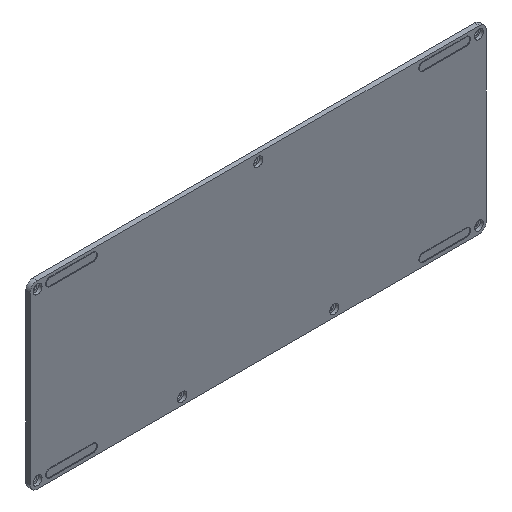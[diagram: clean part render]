
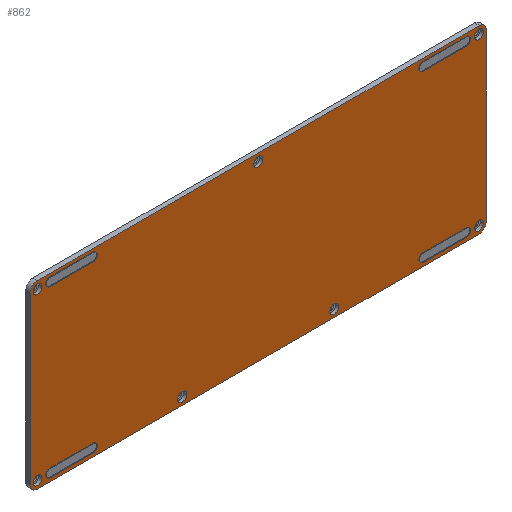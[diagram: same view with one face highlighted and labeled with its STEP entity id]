
A CAD part, isometric view. The second image highlights one B-rep face of the part: STEP entity #862.
In plain terms, the highlighted planar face has unit normal (0, -1, 0).
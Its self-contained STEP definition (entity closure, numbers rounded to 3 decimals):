
#29=FACE_BOUND('',#234,.T.);
#30=FACE_BOUND('',#235,.T.);
#31=FACE_BOUND('',#236,.T.);
#32=FACE_BOUND('',#237,.T.);
#33=FACE_BOUND('',#238,.T.);
#34=FACE_BOUND('',#239,.T.);
#35=FACE_BOUND('',#240,.T.);
#36=FACE_BOUND('',#241,.T.);
#37=FACE_BOUND('',#242,.T.);
#38=FACE_BOUND('',#243,.T.);
#39=FACE_BOUND('',#244,.T.);
#40=CIRCLE('',#879,2.6);
#42=CIRCLE('',#883,2.6);
#44=CIRCLE('',#888,2.6);
#46=CIRCLE('',#892,2.6);
#48=CIRCLE('',#897,2.6);
#50=CIRCLE('',#901,2.6);
#52=CIRCLE('',#906,2.6);
#54=CIRCLE('',#910,2.6);
#58=CIRCLE('',#917,2.95);
#62=CIRCLE('',#924,2.95);
#66=CIRCLE('',#931,2.95);
#70=CIRCLE('',#938,2.95);
#74=CIRCLE('',#945,2.95);
#78=CIRCLE('',#952,2.95);
#82=CIRCLE('',#959,2.95);
#84=CIRCLE('',#964,4.7);
#86=CIRCLE('',#968,4.7);
#88=CIRCLE('',#972,4.7);
#90=CIRCLE('',#976,4.7);
#168=FACE_OUTER_BOUND('',#233,.T.);
#233=EDGE_LOOP('',(#756,#757,#758,#759,#760,#761,#762,#763));
#234=EDGE_LOOP('',(#764,#765,#766,#767));
#235=EDGE_LOOP('',(#768,#769,#770,#771));
#236=EDGE_LOOP('',(#772,#773,#774,#775));
#237=EDGE_LOOP('',(#776,#777,#778,#779));
#238=EDGE_LOOP('',(#780));
#239=EDGE_LOOP('',(#781));
#240=EDGE_LOOP('',(#782));
#241=EDGE_LOOP('',(#783));
#242=EDGE_LOOP('',(#784));
#243=EDGE_LOOP('',(#785));
#244=EDGE_LOOP('',(#786));
#245=LINE('',#1254,#307);
#250=LINE('',#1268,#312);
#253=LINE('',#1279,#315);
#258=LINE('',#1293,#320);
#261=LINE('',#1304,#323);
#266=LINE('',#1318,#328);
#269=LINE('',#1329,#331);
#274=LINE('',#1343,#336);
#291=LINE('',#1445,#353);
#296=LINE('',#1459,#358);
#300=LINE('',#1471,#362);
#304=LINE('',#1483,#366);
#307=VECTOR('',#984,10.);
#312=VECTOR('',#997,10.);
#315=VECTOR('',#1010,10.);
#320=VECTOR('',#1023,10.);
#323=VECTOR('',#1036,10.);
#328=VECTOR('',#1049,10.);
#331=VECTOR('',#1062,10.);
#336=VECTOR('',#1075,10.);
#353=VECTOR('',#1200,10.);
#358=VECTOR('',#1213,10.);
#362=VECTOR('',#1225,10.);
#366=VECTOR('',#1237,10.);
#369=VERTEX_POINT('',#1252);
#370=VERTEX_POINT('',#1253);
#373=VERTEX_POINT('',#1261);
#375=VERTEX_POINT('',#1267);
#377=VERTEX_POINT('',#1277);
#378=VERTEX_POINT('',#1278);
#381=VERTEX_POINT('',#1286);
#383=VERTEX_POINT('',#1292);
#385=VERTEX_POINT('',#1302);
#386=VERTEX_POINT('',#1303);
#389=VERTEX_POINT('',#1311);
#391=VERTEX_POINT('',#1317);
#393=VERTEX_POINT('',#1327);
#394=VERTEX_POINT('',#1328);
#397=VERTEX_POINT('',#1336);
#399=VERTEX_POINT('',#1342);
#403=VERTEX_POINT('',#1357);
#407=VERTEX_POINT('',#1370);
#411=VERTEX_POINT('',#1383);
#415=VERTEX_POINT('',#1396);
#419=VERTEX_POINT('',#1409);
#423=VERTEX_POINT('',#1422);
#427=VERTEX_POINT('',#1435);
#429=VERTEX_POINT('',#1443);
#430=VERTEX_POINT('',#1444);
#433=VERTEX_POINT('',#1452);
#435=VERTEX_POINT('',#1458);
#437=VERTEX_POINT('',#1464);
#439=VERTEX_POINT('',#1470);
#441=VERTEX_POINT('',#1476);
#443=VERTEX_POINT('',#1482);
#445=EDGE_CURVE('',#369,#370,#245,.T.);
#449=EDGE_CURVE('',#373,#369,#40,.T.);
#452=EDGE_CURVE('',#375,#373,#250,.T.);
#455=EDGE_CURVE('',#370,#375,#42,.T.);
#457=EDGE_CURVE('',#377,#378,#253,.T.);
#461=EDGE_CURVE('',#381,#377,#44,.T.);
#464=EDGE_CURVE('',#383,#381,#258,.T.);
#467=EDGE_CURVE('',#378,#383,#46,.T.);
#469=EDGE_CURVE('',#385,#386,#261,.T.);
#473=EDGE_CURVE('',#389,#385,#48,.T.);
#476=EDGE_CURVE('',#391,#389,#266,.T.);
#479=EDGE_CURVE('',#386,#391,#50,.T.);
#481=EDGE_CURVE('',#393,#394,#269,.T.);
#485=EDGE_CURVE('',#397,#393,#52,.T.);
#488=EDGE_CURVE('',#399,#397,#274,.T.);
#491=EDGE_CURVE('',#394,#399,#54,.T.);
#495=EDGE_CURVE('',#403,#403,#58,.T.);
#501=EDGE_CURVE('',#407,#407,#62,.T.);
#507=EDGE_CURVE('',#411,#411,#66,.T.);
#513=EDGE_CURVE('',#415,#415,#70,.T.);
#519=EDGE_CURVE('',#419,#419,#74,.T.);
#525=EDGE_CURVE('',#423,#423,#78,.T.);
#531=EDGE_CURVE('',#427,#427,#82,.T.);
#535=EDGE_CURVE('',#429,#430,#291,.T.);
#539=EDGE_CURVE('',#433,#430,#84,.T.);
#542=EDGE_CURVE('',#433,#435,#296,.T.);
#545=EDGE_CURVE('',#437,#435,#86,.T.);
#548=EDGE_CURVE('',#437,#439,#300,.T.);
#551=EDGE_CURVE('',#441,#439,#88,.T.);
#554=EDGE_CURVE('',#441,#443,#304,.T.);
#557=EDGE_CURVE('',#429,#443,#90,.T.);
#756=ORIENTED_EDGE('',*,*,#557,.F.);
#757=ORIENTED_EDGE('',*,*,#535,.T.);
#758=ORIENTED_EDGE('',*,*,#539,.F.);
#759=ORIENTED_EDGE('',*,*,#542,.T.);
#760=ORIENTED_EDGE('',*,*,#545,.F.);
#761=ORIENTED_EDGE('',*,*,#548,.T.);
#762=ORIENTED_EDGE('',*,*,#551,.F.);
#763=ORIENTED_EDGE('',*,*,#554,.T.);
#764=ORIENTED_EDGE('',*,*,#445,.T.);
#765=ORIENTED_EDGE('',*,*,#455,.T.);
#766=ORIENTED_EDGE('',*,*,#452,.T.);
#767=ORIENTED_EDGE('',*,*,#449,.T.);
#768=ORIENTED_EDGE('',*,*,#457,.T.);
#769=ORIENTED_EDGE('',*,*,#467,.T.);
#770=ORIENTED_EDGE('',*,*,#464,.T.);
#771=ORIENTED_EDGE('',*,*,#461,.T.);
#772=ORIENTED_EDGE('',*,*,#469,.T.);
#773=ORIENTED_EDGE('',*,*,#479,.T.);
#774=ORIENTED_EDGE('',*,*,#476,.T.);
#775=ORIENTED_EDGE('',*,*,#473,.T.);
#776=ORIENTED_EDGE('',*,*,#481,.T.);
#777=ORIENTED_EDGE('',*,*,#491,.T.);
#778=ORIENTED_EDGE('',*,*,#488,.T.);
#779=ORIENTED_EDGE('',*,*,#485,.T.);
#780=ORIENTED_EDGE('',*,*,#495,.T.);
#781=ORIENTED_EDGE('',*,*,#501,.T.);
#782=ORIENTED_EDGE('',*,*,#507,.T.);
#783=ORIENTED_EDGE('',*,*,#513,.T.);
#784=ORIENTED_EDGE('',*,*,#519,.T.);
#785=ORIENTED_EDGE('',*,*,#525,.T.);
#786=ORIENTED_EDGE('',*,*,#531,.T.);
#811=PLANE('',#979);
#862=ADVANCED_FACE('',(#168,#29,#30,#31,#32,#33,#34,#35,#36,#37,#38,#39),
#811,.F.);
#879=AXIS2_PLACEMENT_3D('',#1262,#990,#991);
#883=AXIS2_PLACEMENT_3D('',#1273,#1002,#1003);
#888=AXIS2_PLACEMENT_3D('',#1287,#1016,#1017);
#892=AXIS2_PLACEMENT_3D('',#1298,#1028,#1029);
#897=AXIS2_PLACEMENT_3D('',#1312,#1042,#1043);
#901=AXIS2_PLACEMENT_3D('',#1323,#1054,#1055);
#906=AXIS2_PLACEMENT_3D('',#1337,#1068,#1069);
#910=AXIS2_PLACEMENT_3D('',#1348,#1080,#1081);
#917=AXIS2_PLACEMENT_3D('',#1358,#1094,#1095);
#924=AXIS2_PLACEMENT_3D('',#1371,#1110,#1111);
#931=AXIS2_PLACEMENT_3D('',#1384,#1126,#1127);
#938=AXIS2_PLACEMENT_3D('',#1397,#1142,#1143);
#945=AXIS2_PLACEMENT_3D('',#1410,#1158,#1159);
#952=AXIS2_PLACEMENT_3D('',#1423,#1174,#1175);
#959=AXIS2_PLACEMENT_3D('',#1436,#1190,#1191);
#964=AXIS2_PLACEMENT_3D('',#1453,#1206,#1207);
#968=AXIS2_PLACEMENT_3D('',#1465,#1218,#1219);
#972=AXIS2_PLACEMENT_3D('',#1477,#1230,#1231);
#976=AXIS2_PLACEMENT_3D('',#1488,#1242,#1243);
#979=AXIS2_PLACEMENT_3D('',#1491,#1248,#1249);
#984=DIRECTION('',(-1.,0.,0.));
#990=DIRECTION('center_axis',(0.,1.,0.));
#991=DIRECTION('ref_axis',(0.,0.,-1.));
#997=DIRECTION('',(1.,0.,0.));
#1002=DIRECTION('center_axis',(0.,1.,0.));
#1003=DIRECTION('ref_axis',(0.,0.,1.));
#1010=DIRECTION('',(-1.,0.,0.));
#1016=DIRECTION('center_axis',(0.,1.,0.));
#1017=DIRECTION('ref_axis',(0.,0.,-1.));
#1023=DIRECTION('',(1.,0.,0.));
#1028=DIRECTION('center_axis',(0.,1.,0.));
#1029=DIRECTION('ref_axis',(0.,0.,1.));
#1036=DIRECTION('',(-1.,0.,0.));
#1042=DIRECTION('center_axis',(0.,1.,0.));
#1043=DIRECTION('ref_axis',(0.,0.,-1.));
#1049=DIRECTION('',(1.,0.,0.));
#1054=DIRECTION('center_axis',(0.,1.,0.));
#1055=DIRECTION('ref_axis',(0.,0.,1.));
#1062=DIRECTION('',(-1.,0.,0.));
#1068=DIRECTION('center_axis',(0.,1.,0.));
#1069=DIRECTION('ref_axis',(0.,0.,-1.));
#1075=DIRECTION('',(1.,0.,0.));
#1080=DIRECTION('center_axis',(0.,1.,0.));
#1081=DIRECTION('ref_axis',(0.,0.,1.));
#1094=DIRECTION('center_axis',(0.,1.,0.));
#1095=DIRECTION('ref_axis',(0.,0.,-1.));
#1110=DIRECTION('center_axis',(0.,1.,0.));
#1111=DIRECTION('ref_axis',(0.,0.,-1.));
#1126=DIRECTION('center_axis',(0.,1.,0.));
#1127=DIRECTION('ref_axis',(0.,0.,-1.));
#1142=DIRECTION('center_axis',(0.,1.,0.));
#1143=DIRECTION('ref_axis',(0.,0.,-1.));
#1158=DIRECTION('center_axis',(0.,1.,0.));
#1159=DIRECTION('ref_axis',(0.,0.,-1.));
#1174=DIRECTION('center_axis',(0.,1.,0.));
#1175=DIRECTION('ref_axis',(0.,0.,-1.));
#1190=DIRECTION('center_axis',(0.,1.,0.));
#1191=DIRECTION('ref_axis',(0.,0.,-1.));
#1200=DIRECTION('',(-1.,0.,0.));
#1206=DIRECTION('center_axis',(0.,1.,0.));
#1207=DIRECTION('ref_axis',(-1.,0.,0.));
#1213=DIRECTION('',(0.,0.,-1.));
#1218=DIRECTION('center_axis',(0.,1.,0.));
#1219=DIRECTION('ref_axis',(0.,0.,-1.));
#1225=DIRECTION('',(1.,0.,0.));
#1230=DIRECTION('center_axis',(0.,1.,0.));
#1231=DIRECTION('ref_axis',(1.,0.,0.));
#1237=DIRECTION('',(0.,0.,1.));
#1242=DIRECTION('center_axis',(0.,1.,0.));
#1243=DIRECTION('ref_axis',(0.,0.,1.));
#1248=DIRECTION('center_axis',(0.,1.,0.));
#1249=DIRECTION('ref_axis',(1.,0.,0.));
#1252=CARTESIAN_POINT('',(135.794,0.,51.393));
#1253=CARTESIAN_POINT('',(107.594,0.,51.393));
#1254=CARTESIAN_POINT('',(67.897,0.,51.393));
#1261=CARTESIAN_POINT('',(135.794,0.,56.593));
#1262=CARTESIAN_POINT('Origin',(135.794,0.,53.993));
#1267=CARTESIAN_POINT('',(107.594,0.,56.593));
#1268=CARTESIAN_POINT('',(53.797,0.,56.593));
#1273=CARTESIAN_POINT('Origin',(107.594,0.,53.993));
#1277=CARTESIAN_POINT('',(-107.594,0.,51.393));
#1278=CARTESIAN_POINT('',(-135.794,0.,51.393));
#1279=CARTESIAN_POINT('',(-53.797,0.,51.393));
#1286=CARTESIAN_POINT('',(-107.594,0.,56.593));
#1287=CARTESIAN_POINT('Origin',(-107.594,0.,53.993));
#1292=CARTESIAN_POINT('',(-135.794,0.,56.593));
#1293=CARTESIAN_POINT('',(-67.897,0.,56.593));
#1298=CARTESIAN_POINT('Origin',(-135.794,0.,53.993));
#1302=CARTESIAN_POINT('',(135.794,0.,-56.593));
#1303=CARTESIAN_POINT('',(107.594,0.,-56.593));
#1304=CARTESIAN_POINT('',(67.897,0.,-56.593));
#1311=CARTESIAN_POINT('',(135.794,0.,-51.393));
#1312=CARTESIAN_POINT('Origin',(135.794,0.,-53.993));
#1317=CARTESIAN_POINT('',(107.594,0.,-51.393));
#1318=CARTESIAN_POINT('',(53.797,0.,-51.393));
#1323=CARTESIAN_POINT('Origin',(107.594,0.,-53.993));
#1327=CARTESIAN_POINT('',(-107.594,0.,-56.593));
#1328=CARTESIAN_POINT('',(-135.794,0.,-56.593));
#1329=CARTESIAN_POINT('',(-53.797,0.,-56.593));
#1336=CARTESIAN_POINT('',(-107.594,0.,-51.393));
#1337=CARTESIAN_POINT('Origin',(-107.594,0.,-53.993));
#1342=CARTESIAN_POINT('',(-135.794,0.,-51.393));
#1343=CARTESIAN_POINT('',(-67.897,0.,-51.393));
#1348=CARTESIAN_POINT('Origin',(-135.794,0.,-53.993));
#1357=CARTESIAN_POINT('',(0.,0.,56.943));
#1358=CARTESIAN_POINT('Origin',(0.,0.,53.993));
#1370=CARTESIAN_POINT('',(-143.994,0.,-51.043));
#1371=CARTESIAN_POINT('Origin',(-143.994,0.,-53.993));
#1383=CARTESIAN_POINT('',(49.665,0.,-51.043));
#1384=CARTESIAN_POINT('Origin',(49.665,0.,-53.993));
#1396=CARTESIAN_POINT('',(143.994,0.,-51.043));
#1397=CARTESIAN_POINT('Origin',(143.994,0.,-53.993));
#1409=CARTESIAN_POINT('',(-49.665,0.,-51.043));
#1410=CARTESIAN_POINT('Origin',(-49.665,0.,-53.993));
#1422=CARTESIAN_POINT('',(-143.994,0.,56.943));
#1423=CARTESIAN_POINT('Origin',(-143.994,0.,53.993));
#1435=CARTESIAN_POINT('',(143.994,0.,56.943));
#1436=CARTESIAN_POINT('Origin',(143.994,0.,53.993));
#1443=CARTESIAN_POINT('',(144.094,0.,58.843));
#1444=CARTESIAN_POINT('',(-144.094,0.,58.843));
#1445=CARTESIAN_POINT('',(144.094,0.,58.843));
#1452=CARTESIAN_POINT('',(-148.794,0.,54.143));
#1453=CARTESIAN_POINT('Origin',(-144.094,0.,54.143));
#1458=CARTESIAN_POINT('',(-148.794,0.,-54.143));
#1459=CARTESIAN_POINT('',(-148.794,0.,54.143));
#1464=CARTESIAN_POINT('',(-144.094,0.,-58.843));
#1465=CARTESIAN_POINT('Origin',(-144.094,0.,-54.143));
#1470=CARTESIAN_POINT('',(144.094,0.,-58.843));
#1471=CARTESIAN_POINT('',(-144.094,0.,-58.843));
#1476=CARTESIAN_POINT('',(148.794,0.,-54.143));
#1477=CARTESIAN_POINT('Origin',(144.094,0.,-54.143));
#1482=CARTESIAN_POINT('',(148.794,0.,54.143));
#1483=CARTESIAN_POINT('',(148.794,0.,-54.143));
#1488=CARTESIAN_POINT('Origin',(144.094,0.,54.143));
#1491=CARTESIAN_POINT('Origin',(0.,0.,0.));
